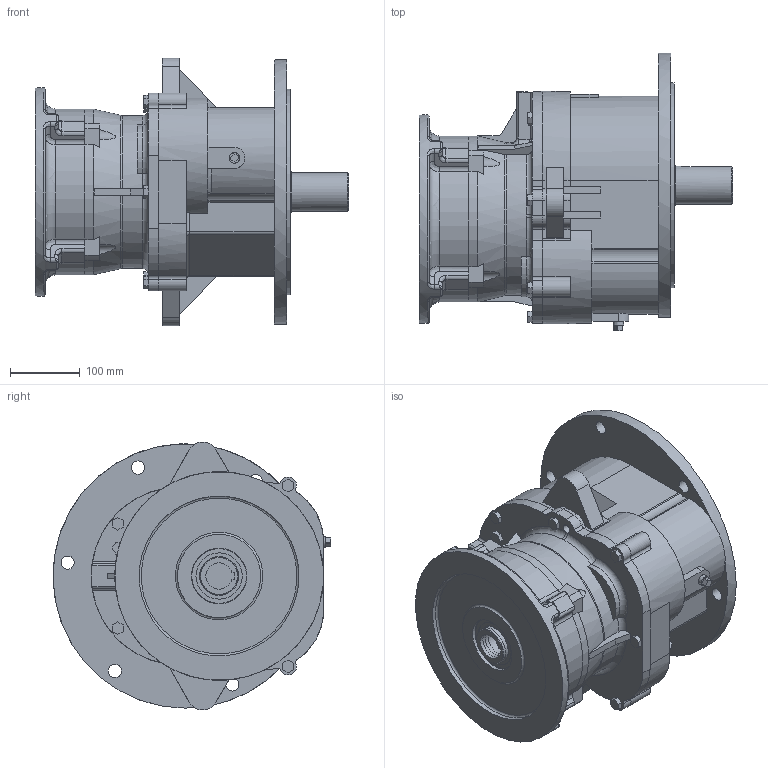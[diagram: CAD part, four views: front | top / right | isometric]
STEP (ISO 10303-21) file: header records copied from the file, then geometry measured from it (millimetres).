
FILE_DESCRIPTION (( 'STEP AP214' ), '1' );
FILE_NAME ('EK2DO08385H001_F1VM20_5.5KW_R30_defeature.stp', '2022-06-08T01:14:45', ( 'Windows 餌辨濠' ), ( '' ), 'SwSTEP 2.0', 'SolidWorks 2021', '' );
FILE_SCHEMA (( 'AUTOMOTIVE_DESIGN' ));
Length unit declared in the file: millimetre
Products named in the file (1): EK2DO08385H001_F1VM20_5.5KW_R30_defeature
Bounding box: 450 x 399.58 x 384.85 mm (x, y, z)
Volume: 19948436.2 mm3; surface area: 805214.8 mm2
Topology: 1 solids, 2 shells, 649 faces, 1690 edges, 1062 vertices
Faces by surface type: plane 303, cylinder 246, bspline 48, torus 36, cone 16
Full cylindrical faces by diameter (mm): 4 x1, 13 x2, 19 x6, 48 x1, 55 x4, 60 x1, 65 x1, 66.41 x2, 78.59 x2, 80 x1, 85 x1, 230 x1, 275 x1, 295 x1, 300 x1, 380 x1
Entity records: 24298 total; most frequent: CARTESIAN_POINT 7585, ORIENTED_EDGE 3230, DIRECTION 3177, EDGE_CURVE 1615, AXIS2_PLACEMENT_3D 1174, VERTEX_POINT 1036, VECTOR 829, LINE 829
